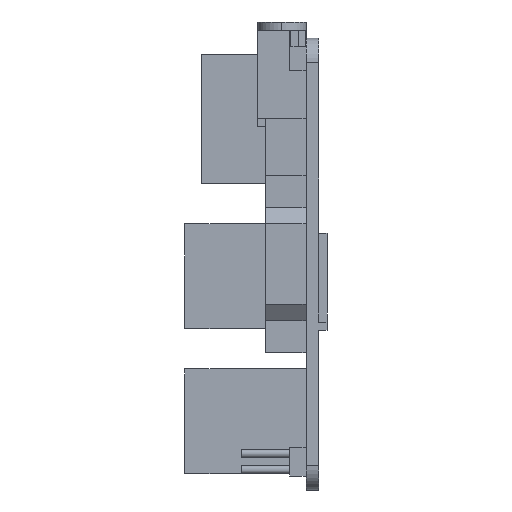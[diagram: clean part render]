
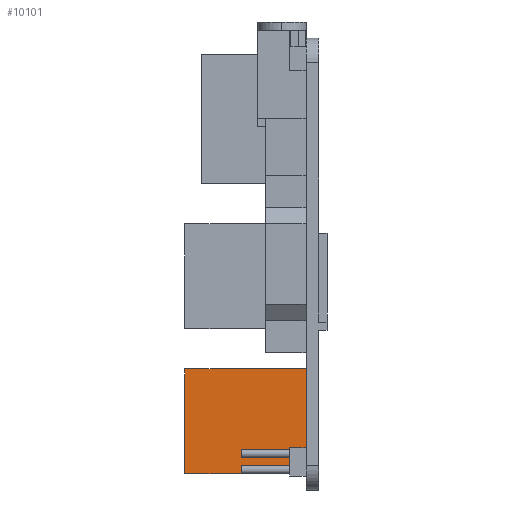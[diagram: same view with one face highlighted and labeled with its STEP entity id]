
A CAD part, left-side view. The second image highlights one B-rep face of the part: STEP entity #10101.
In plain terms, the highlighted planar face has unit normal (-1, 0, 0).
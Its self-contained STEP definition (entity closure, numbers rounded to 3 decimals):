
#846 = LINE ( 'NONE', #3850, #7621 ) ;
#1097 = ORIENTED_EDGE ( 'NONE', *, *, #4851, .T. ) ;
#1210 = VERTEX_POINT ( 'NONE', #8922 ) ;
#1619 = LINE ( 'NONE', #14406, #6153 ) ;
#2207 = VECTOR ( 'NONE', #4468, 1000. ) ;
#2764 = LINE ( 'NONE', #12999, #12926 ) ;
#3850 = CARTESIAN_POINT ( 'NONE',  ( 27.5, 1.6, -26. ) ) ;
#4263 = CARTESIAN_POINT ( 'NONE',  ( 27.5, 16.6, -26. ) ) ;
#4307 = DIRECTION ( 'NONE',  ( 0., 0., 1. ) ) ;
#4350 = CARTESIAN_POINT ( 'NONE',  ( 27.5, 16.6, -26. ) ) ;
#4460 = ORIENTED_EDGE ( 'NONE', *, *, #14075, .T. ) ;
#4468 = DIRECTION ( 'NONE',  ( 0., -1., 0. ) ) ;
#4851 = EDGE_CURVE ( 'NONE', #13558, #1210, #846, .T. ) ;
#5280 = ORIENTED_EDGE ( 'NONE', *, *, #10640, .F. ) ;
#5658 = DIRECTION ( 'NONE',  ( 0., 0., -1. ) ) ;
#5754 = DIRECTION ( 'NONE',  ( 0., -1., 0. ) ) ;
#6153 = VECTOR ( 'NONE', #5754, 1000. ) ;
#6930 = PLANE ( 'NONE',  #9401 ) ;
#7253 = VERTEX_POINT ( 'NONE', #9686 ) ;
#7621 = VECTOR ( 'NONE', #13890, 1000. ) ;
#8922 = CARTESIAN_POINT ( 'NONE',  ( 27.5, 1.6, -13. ) ) ;
#9175 = CARTESIAN_POINT ( 'NONE',  ( 27.5, 1.6, -26. ) ) ;
#9401 = AXIS2_PLACEMENT_3D ( 'NONE', #4263, #15817, #5658 ) ;
#9686 = CARTESIAN_POINT ( 'NONE',  ( 27.5, 16.6, -13. ) ) ;
#9785 = FACE_OUTER_BOUND ( 'NONE', #15479, .T. ) ;
#9880 = LINE ( 'NONE', #4350, #2207 ) ;
#10101 = ADVANCED_FACE ( 'NONE', ( #9785 ), #6930, .F. ) ;
#10640 = EDGE_CURVE ( 'NONE', #7253, #1210, #1619, .T. ) ;
#10647 = EDGE_CURVE ( 'NONE', #15720, #7253, #2764, .T. ) ;
#11872 = CARTESIAN_POINT ( 'NONE',  ( 27.5, 16.6, -26. ) ) ;
#12926 = VECTOR ( 'NONE', #4307, 1000. ) ;
#12999 = CARTESIAN_POINT ( 'NONE',  ( 27.5, 16.6, -26. ) ) ;
#13558 = VERTEX_POINT ( 'NONE', #9175 ) ;
#13890 = DIRECTION ( 'NONE',  ( 0., 0., 1. ) ) ;
#14075 = EDGE_CURVE ( 'NONE', #15720, #13558, #9880, .T. ) ;
#14406 = CARTESIAN_POINT ( 'NONE',  ( 27.5, 16.6, -13. ) ) ;
#14752 = ORIENTED_EDGE ( 'NONE', *, *, #10647, .F. ) ;
#15479 = EDGE_LOOP ( 'NONE', ( #1097, #5280, #14752, #4460 ) ) ;
#15720 = VERTEX_POINT ( 'NONE', #11872 ) ;
#15817 = DIRECTION ( 'NONE',  ( 1., 0., 0. ) ) ;
